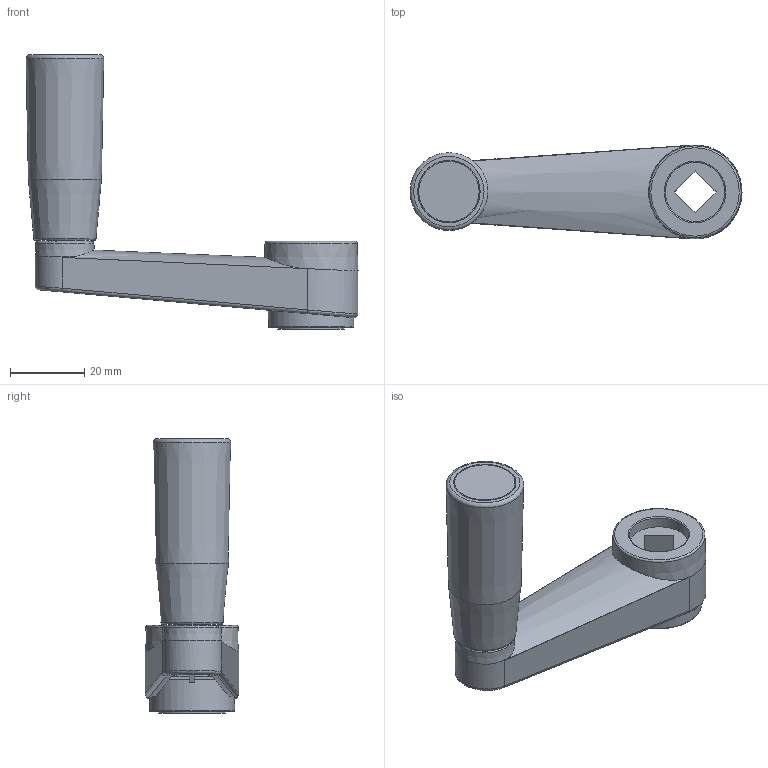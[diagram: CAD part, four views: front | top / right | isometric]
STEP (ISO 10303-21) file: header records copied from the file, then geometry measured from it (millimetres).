
FILE_DESCRIPTION( ( 'Unknown' ), '1' );
FILE_NAME( '6384420_MHQ065_MEP.stp', 'Unknown', ( 'Unknown' ), ( 'Unknown' ), 'PSStep 11.0', 'Unknown', ' ' );
FILE_SCHEMA( ( 'AUTOMOTIVE_DESIGN { 1 0 10303 214 1 1 1 1 }' ) );
Length unit declared in the file: millimetre
Products named in the file (2): 1801102
Bounding box: 89.48 x 25.3 x 73.98 mm (x, y, z)
Volume: 26112 mm3; surface area: 19161.2 mm2
Topology: 2 solids, 2 shells, 165 faces, 401 edges, 255 vertices
Faces by surface type: plane 116, cylinder 24, cone 13, torus 7, bspline 5
Full cylindrical faces by diameter (mm): 3.1 x1, 3.261 x1, 4.8 x1, 5.1 x1, 6 x1, 8 x2, 8.124 x1, 9.457 x1, 12.841 x1, 12.85 x1, 16 x1, 16.7 x1, 16.837 x1, 18 x1, 22.947 x1
Entity records: 6406 total; most frequent: CARTESIAN_POINT 1377, DIRECTION 763, ORIENTED_EDGE 702, EDGE_CURVE 351, AXIS2_PLACEMENT_3D 264, VERTEX_POINT 242, LINE 235, VECTOR 235
